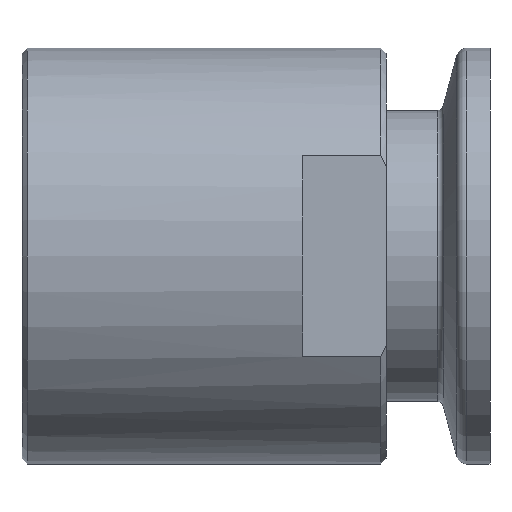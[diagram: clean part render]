
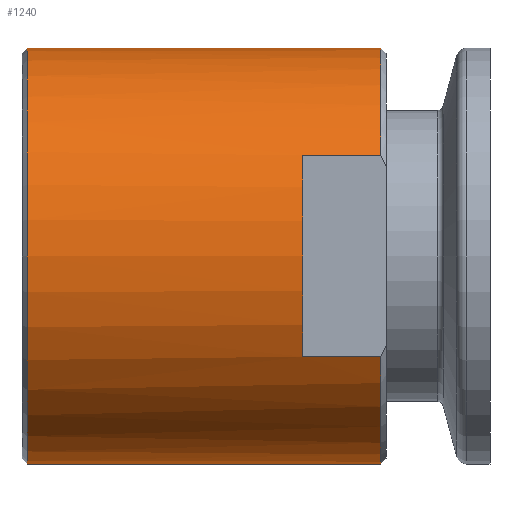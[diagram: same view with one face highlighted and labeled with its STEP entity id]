
A CAD part, left-side view. The second image highlights one B-rep face of the part: STEP entity #1240.
In plain terms, the highlighted cylindrical face has radius 20 mm (diameter 40 mm), a partial arc.
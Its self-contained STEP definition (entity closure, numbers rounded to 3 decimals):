
#27 = EDGE_CURVE ( 'NONE', #1823, #93, #1628, .T. ) ;
#72 = CIRCLE ( 'NONE', #1363, 20. ) ;
#91 = CARTESIAN_POINT ( 'NONE',  ( 0., 10.5, 0. ) ) ;
#93 = VERTEX_POINT ( 'NONE', #1841 ) ;
#178 = AXIS2_PLACEMENT_3D ( 'NONE', #244, #1310, #387 ) ;
#197 = CARTESIAN_POINT ( 'NONE',  ( -17.5, 10.5, 9.682 ) ) ;
#236 = DIRECTION ( 'NONE',  ( 0., -1., 0. ) ) ;
#243 = DIRECTION ( 'NONE',  ( 0., 0., -1. ) ) ;
#244 = CARTESIAN_POINT ( 'NONE',  ( 0., 18., 0. ) ) ;
#271 = AXIS2_PLACEMENT_3D ( 'NONE', #1002, #1148, #689 ) ;
#294 = ORIENTED_EDGE ( 'NONE', *, *, #657, .F. ) ;
#361 = ORIENTED_EDGE ( 'NONE', *, *, #1556, .F. ) ;
#387 = DIRECTION ( 'NONE',  ( 0., 0., 1. ) ) ;
#465 = VECTOR ( 'NONE', #236, 1000. ) ;
#517 = VECTOR ( 'NONE', #1911, 1000. ) ;
#534 = CARTESIAN_POINT ( 'NONE',  ( 0., 44.5, 0. ) ) ;
#564 = CARTESIAN_POINT ( 'NONE',  ( 0., 10.5, 20. ) ) ;
#657 = EDGE_CURVE ( 'NONE', #816, #1571, #1282, .T. ) ;
#684 = DIRECTION ( 'NONE',  ( 0., 0., -1. ) ) ;
#689 = DIRECTION ( 'NONE',  ( 0., 0., -1. ) ) ;
#696 = EDGE_CURVE ( 'NONE', #1571, #975, #72, .T. ) ;
#720 = CARTESIAN_POINT ( 'NONE',  ( -17.5, 0., -9.682 ) ) ;
#739 = VERTEX_POINT ( 'NONE', #1307 ) ;
#741 = CYLINDRICAL_SURFACE ( 'NONE', #271, 20. ) ;
#742 = DIRECTION ( 'NONE',  ( 0., -1., 0. ) ) ;
#816 = VERTEX_POINT ( 'NONE', #1749 ) ;
#826 = CARTESIAN_POINT ( 'NONE',  ( 0., 0., 20. ) ) ;
#851 = CIRCLE ( 'NONE', #1107, 20. ) ;
#869 = DIRECTION ( 'NONE',  ( 0., -1., 0. ) ) ;
#905 = AXIS2_PLACEMENT_3D ( 'NONE', #1672, #742, #1836 ) ;
#913 = ORIENTED_EDGE ( 'NONE', *, *, #1452, .F. ) ;
#922 = ORIENTED_EDGE ( 'NONE', *, *, #696, .F. ) ;
#933 = LINE ( 'NONE', #1933, #1715 ) ;
#975 = VERTEX_POINT ( 'NONE', #197 ) ;
#983 = CARTESIAN_POINT ( 'NONE',  ( -17.5, 18., 9.682 ) ) ;
#988 = EDGE_LOOP ( 'NONE', ( #294, #1735, #1498, #913, #1657, #1614, #361, #922 ) ) ;
#1001 = CIRCLE ( 'NONE', #178, 20. ) ;
#1002 = CARTESIAN_POINT ( 'NONE',  ( 0., 0., 0. ) ) ;
#1107 = AXIS2_PLACEMENT_3D ( 'NONE', #534, #1611, #684 ) ;
#1128 = VERTEX_POINT ( 'NONE', #983 ) ;
#1148 = DIRECTION ( 'NONE',  ( 0., -1., 0. ) ) ;
#1150 = DIRECTION ( 'NONE',  ( 0., -1., 0. ) ) ;
#1170 = VECTOR ( 'NONE', #869, 1000. ) ;
#1188 = EDGE_CURVE ( 'NONE', #1533, #739, #1708, .T. ) ;
#1240 = ADVANCED_FACE ( 'NONE', ( #1551 ), #741, .T. ) ;
#1242 = EDGE_CURVE ( 'NONE', #1128, #1823, #1001, .T. ) ;
#1282 = LINE ( 'NONE', #826, #465 ) ;
#1307 = CARTESIAN_POINT ( 'NONE',  ( 0., 10.5, -20. ) ) ;
#1310 = DIRECTION ( 'NONE',  ( 0., -1., 0. ) ) ;
#1312 = DIRECTION ( 'NONE',  ( 0., 1., 0. ) ) ;
#1318 = CIRCLE ( 'NONE', #905, 20. ) ;
#1340 = CARTESIAN_POINT ( 'NONE',  ( -17.5, 18., -9.682 ) ) ;
#1363 = AXIS2_PLACEMENT_3D ( 'NONE', #91, #1150, #243 ) ;
#1452 = EDGE_CURVE ( 'NONE', #93, #739, #1318, .T. ) ;
#1489 = EDGE_CURVE ( 'NONE', #816, #1533, #851, .T. ) ;
#1498 = ORIENTED_EDGE ( 'NONE', *, *, #1188, .T. ) ;
#1512 = CARTESIAN_POINT ( 'NONE',  ( 0., 44.5, -20. ) ) ;
#1533 = VERTEX_POINT ( 'NONE', #1512 ) ;
#1551 = FACE_OUTER_BOUND ( 'NONE', #988, .T. ) ;
#1556 = EDGE_CURVE ( 'NONE', #975, #1128, #933, .T. ) ;
#1571 = VERTEX_POINT ( 'NONE', #564 ) ;
#1604 = CARTESIAN_POINT ( 'NONE',  ( 0., 0., -20. ) ) ;
#1611 = DIRECTION ( 'NONE',  ( 0., -1., 0. ) ) ;
#1614 = ORIENTED_EDGE ( 'NONE', *, *, #1242, .F. ) ;
#1628 = LINE ( 'NONE', #720, #1170 ) ;
#1657 = ORIENTED_EDGE ( 'NONE', *, *, #27, .F. ) ;
#1672 = CARTESIAN_POINT ( 'NONE',  ( 0., 10.5, 0. ) ) ;
#1708 = LINE ( 'NONE', #1604, #517 ) ;
#1715 = VECTOR ( 'NONE', #1312, 1000. ) ;
#1735 = ORIENTED_EDGE ( 'NONE', *, *, #1489, .T. ) ;
#1749 = CARTESIAN_POINT ( 'NONE',  ( 0., 44.5, 20. ) ) ;
#1823 = VERTEX_POINT ( 'NONE', #1340 ) ;
#1836 = DIRECTION ( 'NONE',  ( 0., 0., -1. ) ) ;
#1841 = CARTESIAN_POINT ( 'NONE',  ( -17.5, 10.5, -9.682 ) ) ;
#1911 = DIRECTION ( 'NONE',  ( 0., -1., 0. ) ) ;
#1933 = CARTESIAN_POINT ( 'NONE',  ( -17.5, 0., 9.682 ) ) ;
